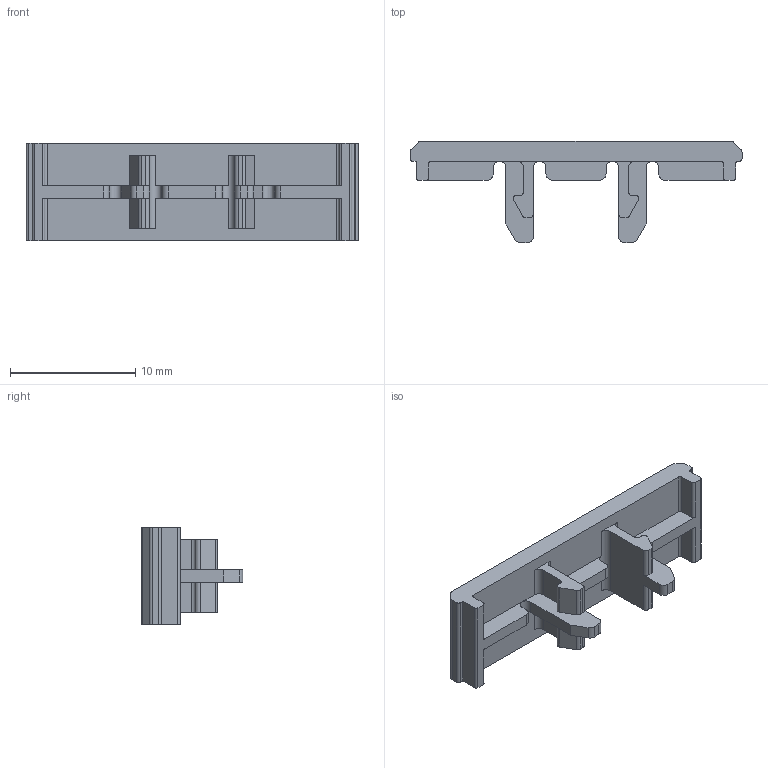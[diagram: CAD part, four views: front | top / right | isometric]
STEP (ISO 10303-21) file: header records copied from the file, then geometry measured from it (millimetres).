
FILE_DESCRIPTION(/* description */ (''),/* implementation_level */ '2;1');
FILE_NAME(/* name */ '3749_SchT9_iso.stp',/* time_stamp */ '2011-08-05T09:16:17+02:00',/* author */ (''),/* organization */ (''),/* preprocessor_version */ 'ST-DEVELOPER v11',/* originating_system */ 'SIEMENS UGS NX 6.0',/* authorisation */ '');
FILE_SCHEMA (('CONFIG_CONTROL_DESIGN'));
Length unit declared in the file: millimetre
Products named in the file (1): 3749_SchT9_iso
Bounding box: 26.5 x 8.1 x 7.8 mm (x, y, z)
Volume: 443 mm3; surface area: 774.7 mm2
Topology: 1 solids, 1 shells, 107 faces, 311 edges, 206 vertices
Faces by surface type: plane 58, cylinder 49
Entity records: 3645 total; most frequent: DIRECTION 633, CARTESIAN_POINT 625, ORIENTED_EDGE 622, EDGE_CURVE 311, AXIS2_PLACEMENT_3D 214, VERTEX_POINT 206, LINE 205, VECTOR 205
